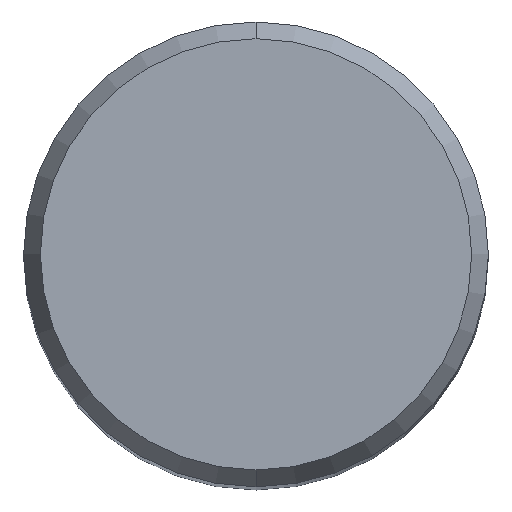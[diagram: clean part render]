
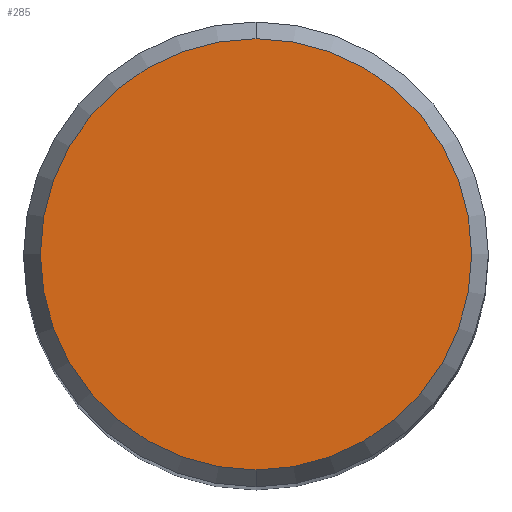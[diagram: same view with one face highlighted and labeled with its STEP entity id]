
A CAD part, top view. The second image highlights one B-rep face of the part: STEP entity #285.
In plain terms, the highlighted planar face has unit normal (0, 0, 1).
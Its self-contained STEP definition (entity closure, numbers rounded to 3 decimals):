
#215=VERTEX_POINT('',#430);
#227=VERTEX_POINT('',#443);
#243=EDGE_CURVE('',#215,#227,#461,.T.);
#263=EDGE_CURVE('',#227,#215,#481,.T.);
#285=ADVANCED_FACE('',(#508),#509,.T.);
#430=CARTESIAN_POINT('',(0.0,5.892,0.));
#443=CARTESIAN_POINT('',(0.,-5.892,0.));
#461=CIRCLE('',#722,5.892);
#481=CIRCLE('',#751,5.892);
#508=FACE_OUTER_BOUND('',#785,.T.);
#509=PLANE('',#786);
#722=AXIS2_PLACEMENT_3D('',#991,#992,#993);
#751=AXIS2_PLACEMENT_3D('',#1003,#1004,#1005);
#785=EDGE_LOOP('',(#1053,#1054));
#786=AXIS2_PLACEMENT_3D('',#1055,#1056,#1057);
#991=CARTESIAN_POINT('',(0.0,0.0,0.));
#992=DIRECTION('',(0.0,0.0,-1.0));
#993=DIRECTION('',(0.0,1.0,0.0));
#1003=CARTESIAN_POINT('',(0.0,0.0,0.));
#1004=DIRECTION('',(0.0,0.0,-1.0));
#1005=DIRECTION('',(0.0,1.0,0.0));
#1053=ORIENTED_EDGE('',*,*,#243,.F.);
#1054=ORIENTED_EDGE('',*,*,#263,.F.);
#1055=CARTESIAN_POINT('',(0.0,2.946,0.));
#1056=DIRECTION('',(-0.0,0.0,1.0));
#1057=DIRECTION('',(0.0,-1.0,0.0));
